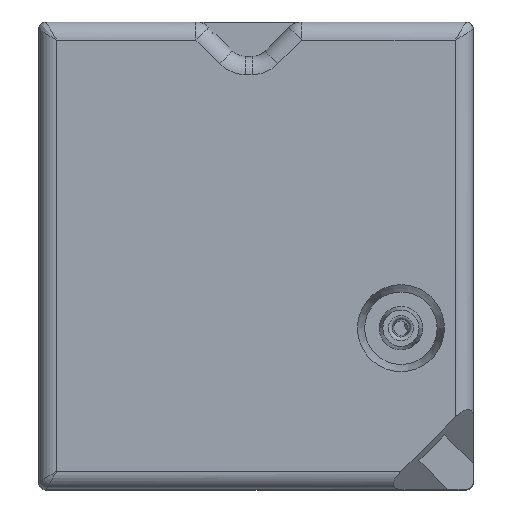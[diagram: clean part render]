
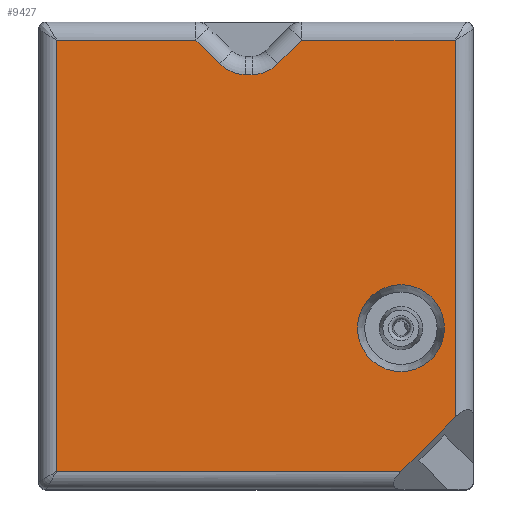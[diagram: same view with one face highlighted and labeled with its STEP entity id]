
A CAD part, top view. The second image highlights one B-rep face of the part: STEP entity #9427.
In plain terms, the highlighted planar face has unit normal (0, 0, 1).
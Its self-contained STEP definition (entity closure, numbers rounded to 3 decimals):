
#9427 = ADVANCED_FACE('',(#9428,#9439),#9531,.T.);
#9428 = FACE_BOUND('',#9429,.T.);
#9429 = EDGE_LOOP('',(#9430));
#9430 = ORIENTED_EDGE('',*,*,#9431,.T.);
#9431 = EDGE_CURVE('',#9432,#9432,#9434,.T.);
#9432 = VERTEX_POINT('',#9433);
#9433 = CARTESIAN_POINT('',(2.8,-2.,11.801));
#9434 = CIRCLE('',#9435,1.2);
#9435 = AXIS2_PLACEMENT_3D('',#9436,#9437,#9438);
#9436 = CARTESIAN_POINT('',(4.,-2.,11.801));
#9437 = DIRECTION('',(0.,0.,-1.));
#9438 = DIRECTION('',(-1.,0.,0.));
#9439 = FACE_BOUND('',#9440,.T.);
#9440 = EDGE_LOOP('',(#9441,#9451,#9459,#9467,#9475,#9483,#9491,#9500,
    #9508,#9517,#9525));
#9441 = ORIENTED_EDGE('',*,*,#9442,.T.);
#9442 = EDGE_CURVE('',#9443,#9445,#9447,.T.);
#9443 = VERTEX_POINT('',#9444);
#9444 = CARTESIAN_POINT('',(-5.5,5.95,11.801));
#9445 = VERTEX_POINT('',#9446);
#9446 = CARTESIAN_POINT('',(-5.5,-5.95,11.801));
#9447 = LINE('',#9448,#9449);
#9448 = CARTESIAN_POINT('',(-5.5,-6.25,11.801));
#9449 = VECTOR('',#9450,1.);
#9450 = DIRECTION('',(0.,-1.,0.));
#9451 = ORIENTED_EDGE('',*,*,#9452,.T.);
#9452 = EDGE_CURVE('',#9445,#9453,#9455,.T.);
#9453 = VERTEX_POINT('',#9454);
#9454 = CARTESIAN_POINT('',(4.,-5.95,11.801));
#9455 = LINE('',#9456,#9457);
#9456 = CARTESIAN_POINT('',(3.5,-5.95,11.801));
#9457 = VECTOR('',#9458,1.);
#9458 = DIRECTION('',(1.,0.,0.));
#9459 = ORIENTED_EDGE('',*,*,#9460,.T.);
#9460 = EDGE_CURVE('',#9453,#9461,#9463,.T.);
#9461 = VERTEX_POINT('',#9462);
#9462 = CARTESIAN_POINT('',(5.5,-4.45,11.801));
#9463 = LINE('',#9464,#9465);
#9464 = CARTESIAN_POINT('',(2.464,-7.486,
    11.801));
#9465 = VECTOR('',#9466,1.);
#9466 = DIRECTION('',(0.707,0.707,0.));
#9467 = ORIENTED_EDGE('',*,*,#9468,.T.);
#9468 = EDGE_CURVE('',#9461,#9469,#9471,.T.);
#9469 = VERTEX_POINT('',#9470);
#9470 = CARTESIAN_POINT('',(5.5,5.95,11.801));
#9471 = LINE('',#9472,#9473);
#9472 = CARTESIAN_POINT('',(5.5,6.25,11.801));
#9473 = VECTOR('',#9474,1.);
#9474 = DIRECTION('',(0.,1.,0.));
#9475 = ORIENTED_EDGE('',*,*,#9476,.T.);
#9476 = EDGE_CURVE('',#9469,#9477,#9479,.T.);
#9477 = VERTEX_POINT('',#9478);
#9478 = CARTESIAN_POINT('',(1.257,5.95,11.801));
#9479 = LINE('',#9480,#9481);
#9480 = CARTESIAN_POINT('',(1.257,5.95,11.801));
#9481 = VECTOR('',#9482,1.);
#9482 = DIRECTION('',(-1.,0.,0.));
#9483 = ORIENTED_EDGE('',*,*,#9484,.T.);
#9484 = EDGE_CURVE('',#9477,#9485,#9487,.T.);
#9485 = VERTEX_POINT('',#9486);
#9486 = CARTESIAN_POINT('',(0.6,5.293,11.801));
#9487 = LINE('',#9488,#9489);
#9488 = CARTESIAN_POINT('',(0.6,5.293,11.801));
#9489 = VECTOR('',#9490,1.);
#9490 = DIRECTION('',(-0.707,-0.707,0.));
#9491 = ORIENTED_EDGE('',*,*,#9492,.T.);
#9492 = EDGE_CURVE('',#9485,#9493,#9495,.T.);
#9493 = VERTEX_POINT('',#9494);
#9494 = CARTESIAN_POINT('',(-0.107,5.,11.801));
#9495 = CIRCLE('',#9496,1.);
#9496 = AXIS2_PLACEMENT_3D('',#9497,#9498,#9499);
#9497 = CARTESIAN_POINT('',(-0.107,6.,11.801));
#9498 = DIRECTION('',(0.,0.,-1.));
#9499 = DIRECTION('',(-1.,0.,0.));
#9500 = ORIENTED_EDGE('',*,*,#9501,.T.);
#9501 = EDGE_CURVE('',#9493,#9502,#9504,.T.);
#9502 = VERTEX_POINT('',#9503);
#9503 = CARTESIAN_POINT('',(-0.293,5.,11.801));
#9504 = LINE('',#9505,#9506);
#9505 = CARTESIAN_POINT('',(-0.293,5.,11.801));
#9506 = VECTOR('',#9507,1.);
#9507 = DIRECTION('',(-1.,0.,0.));
#9508 = ORIENTED_EDGE('',*,*,#9509,.T.);
#9509 = EDGE_CURVE('',#9502,#9510,#9512,.T.);
#9510 = VERTEX_POINT('',#9511);
#9511 = CARTESIAN_POINT('',(-1.,5.293,11.801));
#9512 = CIRCLE('',#9513,1.);
#9513 = AXIS2_PLACEMENT_3D('',#9514,#9515,#9516);
#9514 = CARTESIAN_POINT('',(-0.293,6.,11.801));
#9515 = DIRECTION('',(0.,0.,-1.));
#9516 = DIRECTION('',(-1.,0.,0.));
#9517 = ORIENTED_EDGE('',*,*,#9518,.T.);
#9518 = EDGE_CURVE('',#9510,#9519,#9521,.T.);
#9519 = VERTEX_POINT('',#9520);
#9520 = CARTESIAN_POINT('',(-1.657,5.95,11.801));
#9521 = LINE('',#9522,#9523);
#9522 = CARTESIAN_POINT('',(-1.657,5.95,11.801));
#9523 = VECTOR('',#9524,1.);
#9524 = DIRECTION('',(-0.707,0.707,0.));
#9525 = ORIENTED_EDGE('',*,*,#9526,.T.);
#9526 = EDGE_CURVE('',#9519,#9443,#9527,.T.);
#9527 = LINE('',#9528,#9529);
#9528 = CARTESIAN_POINT('',(-5.8,5.95,11.801));
#9529 = VECTOR('',#9530,1.);
#9530 = DIRECTION('',(-1.,0.,0.));
#9531 = PLANE('',#9532);
#9532 = AXIS2_PLACEMENT_3D('',#9533,#9534,#9535);
#9533 = CARTESIAN_POINT('',(-6.,6.45,11.801));
#9534 = DIRECTION('',(0.,0.,1.));
#9535 = DIRECTION('',(-1.,0.,0.));
